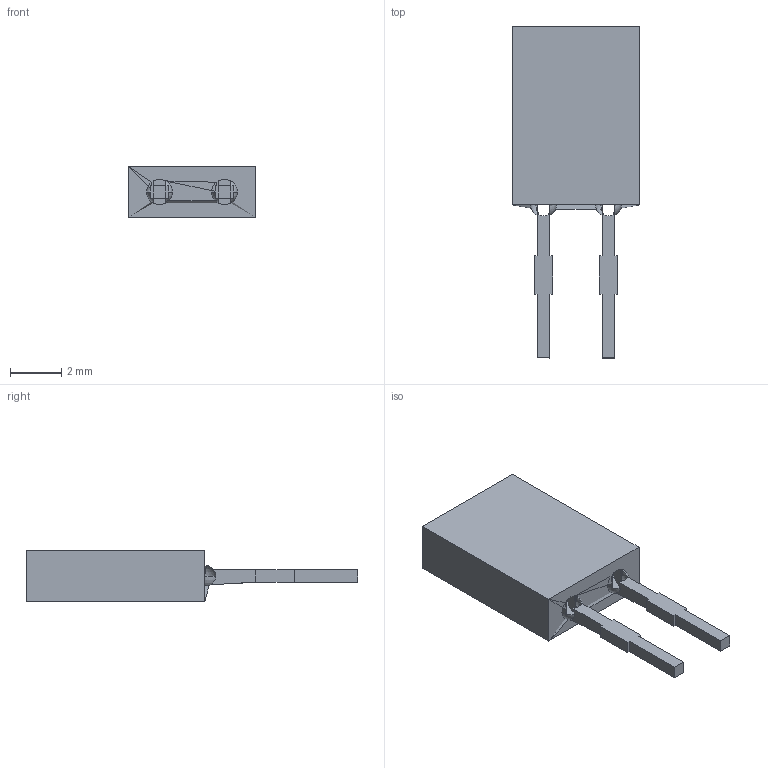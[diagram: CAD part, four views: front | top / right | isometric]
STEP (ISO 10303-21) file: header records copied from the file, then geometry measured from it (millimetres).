
FILE_DESCRIPTION(('FreeCAD Model'),'2;1');
FILE_NAME('Open CASCADE Shape Model','2023-04-16T00:27:34',('Author'),( ''),'Open CASCADE STEP processor 7.5','FreeCAD','Unknown');
FILE_SCHEMA(('AUTOMOTIVE_DESIGN { 1 0 10303 214 1 1 1 1 }'));
Length unit declared in the file: millimetre
Products named in the file (1): Body
Bounding box: 5 x 13 x 2 mm (x, y, z)
Surface area: 145.8 mm2 (no closed solid volume)
Topology: 0 solids, 1 shells, 44 faces, 150 edges, 82 vertices
Faces by surface type: plane 40, sphere 4
Entity records: 1478 total; most frequent: DIRECTION 262, ORIENTED_EDGE 256, CARTESIAN_POINT 253, EDGE_CURVE 132, AXIS2_PLACEMENT_3D 93, VERTEX_POINT 84, LINE 76, VECTOR 76
